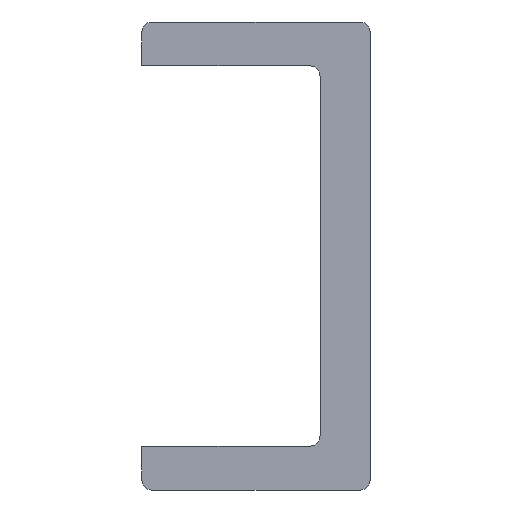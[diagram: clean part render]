
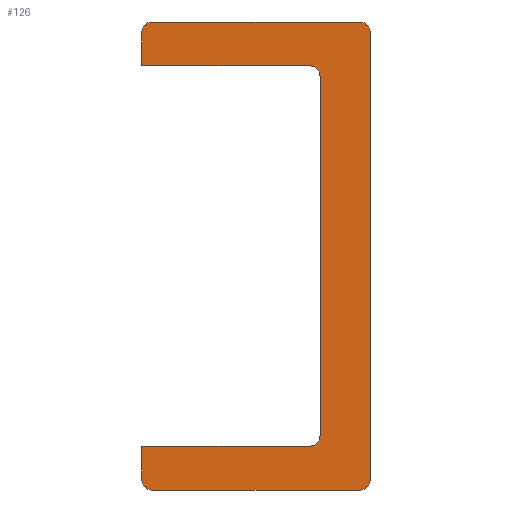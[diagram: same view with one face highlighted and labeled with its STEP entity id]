
A CAD part, front view. The second image highlights one B-rep face of the part: STEP entity #126.
In plain terms, the highlighted planar face has unit normal (0, -1, 0).
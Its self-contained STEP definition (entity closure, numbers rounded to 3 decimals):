
#126 = ADVANCED_FACE( '', ( #331 ), #332, .F. );
#331 = FACE_OUTER_BOUND( '', #736, .T. );
#332 = PLANE( '', #737 );
#736 = EDGE_LOOP( '', ( #1151, #1152, #1153, #1154, #1155, #1156, #1157, #1158, #1159, #1160, #1161, #1162, #1163, #1164 ) );
#737 = AXIS2_PLACEMENT_3D( '', #1165, #1166, #1167 );
#1151 = ORIENTED_EDGE( '', *, *, #1765, .F. );
#1152 = ORIENTED_EDGE( '', *, *, #1766, .T. );
#1153 = ORIENTED_EDGE( '', *, *, #1767, .F. );
#1154 = ORIENTED_EDGE( '', *, *, #1768, .T. );
#1155 = ORIENTED_EDGE( '', *, *, #1769, .F. );
#1156 = ORIENTED_EDGE( '', *, *, #1770, .F. );
#1157 = ORIENTED_EDGE( '', *, *, #1771, .F. );
#1158 = ORIENTED_EDGE( '', *, *, #1772, .F. );
#1159 = ORIENTED_EDGE( '', *, *, #1773, .F. );
#1160 = ORIENTED_EDGE( '', *, *, #1774, .F. );
#1161 = ORIENTED_EDGE( '', *, *, #1775, .F. );
#1162 = ORIENTED_EDGE( '', *, *, #1776, .T. );
#1163 = ORIENTED_EDGE( '', *, *, #1777, .F. );
#1164 = ORIENTED_EDGE( '', *, *, #1778, .T. );
#1165 = CARTESIAN_POINT( '', ( -10.5, 0., 21.5 ) );
#1166 = DIRECTION( '', ( 0., 1., 0. ) );
#1167 = DIRECTION( '', ( 0., 0., 1. ) );
#1765 = EDGE_CURVE( '', #2014, #2015, #2016, .T. );
#1766 = EDGE_CURVE( '', #2014, #2017, #2018, .F. );
#1767 = EDGE_CURVE( '', #2019, #2017, #2020, .T. );
#1768 = EDGE_CURVE( '', #2019, #2021, #2022, .F. );
#1769 = EDGE_CURVE( '', #2023, #2021, #2024, .T. );
#1770 = EDGE_CURVE( '', #2025, #2023, #2026, .T. );
#1771 = EDGE_CURVE( '', #2027, #2025, #2028, .T. );
#1772 = EDGE_CURVE( '', #2029, #2027, #2030, .T. );
#1773 = EDGE_CURVE( '', #2031, #2029, #2032, .T. );
#1774 = EDGE_CURVE( '', #2033, #2031, #2034, .T. );
#1775 = EDGE_CURVE( '', #2035, #2033, #2036, .T. );
#1776 = EDGE_CURVE( '', #2035, #2037, #2038, .F. );
#1777 = EDGE_CURVE( '', #2039, #2037, #2040, .T. );
#1778 = EDGE_CURVE( '', #2039, #2015, #2041, .F. );
#2014 = VERTEX_POINT( '', #2380 );
#2015 = VERTEX_POINT( '', #2381 );
#2016 = LINE( '', #2382, #2383 );
#2017 = VERTEX_POINT( '', #2384 );
#2018 = CIRCLE( '', #2385, 0.9 );
#2019 = VERTEX_POINT( '', #2386 );
#2020 = LINE( '', #2387, #2388 );
#2021 = VERTEX_POINT( '', #2389 );
#2022 = CIRCLE( '', #2390, 0.9 );
#2023 = VERTEX_POINT( '', #2391 );
#2024 = LINE( '', #2392, #2393 );
#2025 = VERTEX_POINT( '', #2394 );
#2026 = LINE( '', #2395, #2396 );
#2027 = VERTEX_POINT( '', #2397 );
#2028 = CIRCLE( '', #2398, 1. );
#2029 = VERTEX_POINT( '', #2399 );
#2030 = LINE( '', #2400, #2401 );
#2031 = VERTEX_POINT( '', #2402 );
#2032 = CIRCLE( '', #2403, 1. );
#2033 = VERTEX_POINT( '', #2404 );
#2034 = LINE( '', #2405, #2406 );
#2035 = VERTEX_POINT( '', #2407 );
#2036 = LINE( '', #2408, #2409 );
#2037 = VERTEX_POINT( '', #2410 );
#2038 = CIRCLE( '', #2411, 0.9 );
#2039 = VERTEX_POINT( '', #2412 );
#2040 = LINE( '', #2413, #2414 );
#2041 = CIRCLE( '', #2415, 0.9 );
#2380 = CARTESIAN_POINT( '', ( 10.5, 0., 20.6 ) );
#2381 = CARTESIAN_POINT( '', ( 10.5, 0., -20.6 ) );
#2382 = CARTESIAN_POINT( '', ( 10.5, 0., 21.5 ) );
#2383 = VECTOR( '', #2783, 1000. );
#2384 = CARTESIAN_POINT( '', ( 9.6, 0., 21.5 ) );
#2385 = AXIS2_PLACEMENT_3D( '', #2784, #2785, #2786 );
#2386 = CARTESIAN_POINT( '', ( -9.6, 0., 21.5 ) );
#2387 = CARTESIAN_POINT( '', ( -10.5, 0., 21.5 ) );
#2388 = VECTOR( '', #2787, 1000. );
#2389 = CARTESIAN_POINT( '', ( -10.5, 0., 20.6 ) );
#2390 = AXIS2_PLACEMENT_3D( '', #2788, #2789, #2790 );
#2391 = CARTESIAN_POINT( '', ( -10.5, 0., 17.5 ) );
#2392 = CARTESIAN_POINT( '', ( -10.5, 0., -21.5 ) );
#2393 = VECTOR( '', #2791, 1000. );
#2394 = CARTESIAN_POINT( '', ( 4.9, 0., 17.5 ) );
#2395 = CARTESIAN_POINT( '', ( 4.9, 0., 17.5 ) );
#2396 = VECTOR( '', #2792, 1000. );
#2397 = CARTESIAN_POINT( '', ( 5.9, 0., 16.5 ) );
#2398 = AXIS2_PLACEMENT_3D( '', #2793, #2794, #2795 );
#2399 = CARTESIAN_POINT( '', ( 5.9, 0., -16.5 ) );
#2400 = CARTESIAN_POINT( '', ( 5.9, 0., 16.5 ) );
#2401 = VECTOR( '', #2796, 1000. );
#2402 = CARTESIAN_POINT( '', ( 4.9, 0., -17.5 ) );
#2403 = AXIS2_PLACEMENT_3D( '', #2797, #2798, #2799 );
#2404 = CARTESIAN_POINT( '', ( -10.5, 0., -17.5 ) );
#2405 = CARTESIAN_POINT( '', ( 4.9, 0., -17.5 ) );
#2406 = VECTOR( '', #2800, 1000. );
#2407 = CARTESIAN_POINT( '', ( -10.5, 0., -20.6 ) );
#2408 = CARTESIAN_POINT( '', ( -10.5, 0., -21.5 ) );
#2409 = VECTOR( '', #2801, 1000. );
#2410 = CARTESIAN_POINT( '', ( -9.6, 0., -21.5 ) );
#2411 = AXIS2_PLACEMENT_3D( '', #2802, #2803, #2804 );
#2412 = CARTESIAN_POINT( '', ( 9.6, 0., -21.5 ) );
#2413 = CARTESIAN_POINT( '', ( 10.5, 0., -21.5 ) );
#2414 = VECTOR( '', #2805, 1000. );
#2415 = AXIS2_PLACEMENT_3D( '', #2806, #2807, #2808 );
#2783 = DIRECTION( '', ( 0., 0., -1. ) );
#2784 = CARTESIAN_POINT( '', ( 9.6, 0., 20.6 ) );
#2785 = DIRECTION( '', ( 0., 1., 0. ) );
#2786 = DIRECTION( '', ( 0., 0., 1. ) );
#2787 = DIRECTION( '', ( 1., 0., 0. ) );
#2788 = CARTESIAN_POINT( '', ( -9.6, 0., 20.6 ) );
#2789 = DIRECTION( '', ( 0., 1., 0. ) );
#2790 = DIRECTION( '', ( 0., 0., 1. ) );
#2791 = DIRECTION( '', ( 0., 0., 1. ) );
#2792 = DIRECTION( '', ( -1., 0., 0. ) );
#2793 = CARTESIAN_POINT( '', ( 4.9, 0., 16.5 ) );
#2794 = DIRECTION( '', ( 0., -1., 0. ) );
#2795 = DIRECTION( '', ( -1., 0., 0. ) );
#2796 = DIRECTION( '', ( 0., 0., 1. ) );
#2797 = CARTESIAN_POINT( '', ( 4.9, 0., -16.5 ) );
#2798 = DIRECTION( '', ( 0., -1., 0. ) );
#2799 = DIRECTION( '', ( -1., 0., 0. ) );
#2800 = DIRECTION( '', ( 1., 0., 0. ) );
#2801 = DIRECTION( '', ( 0., 0., 1. ) );
#2802 = CARTESIAN_POINT( '', ( -9.6, 0., -20.6 ) );
#2803 = DIRECTION( '', ( 0., 1., 0. ) );
#2804 = DIRECTION( '', ( 0., 0., 1. ) );
#2805 = DIRECTION( '', ( -1., 0., 0. ) );
#2806 = CARTESIAN_POINT( '', ( 9.6, 0., -20.6 ) );
#2807 = DIRECTION( '', ( 0., 1., 0. ) );
#2808 = DIRECTION( '', ( 0., 0., 1. ) );
